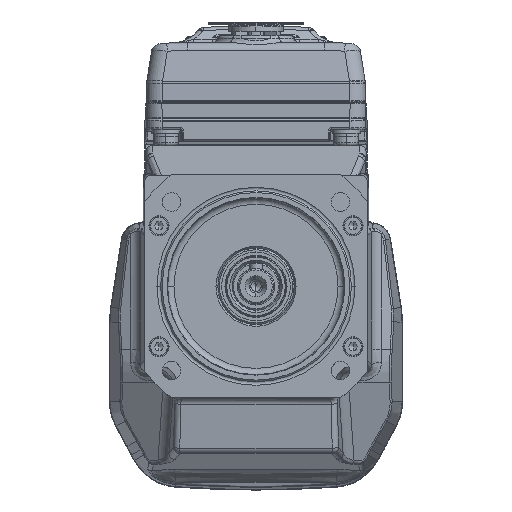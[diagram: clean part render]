
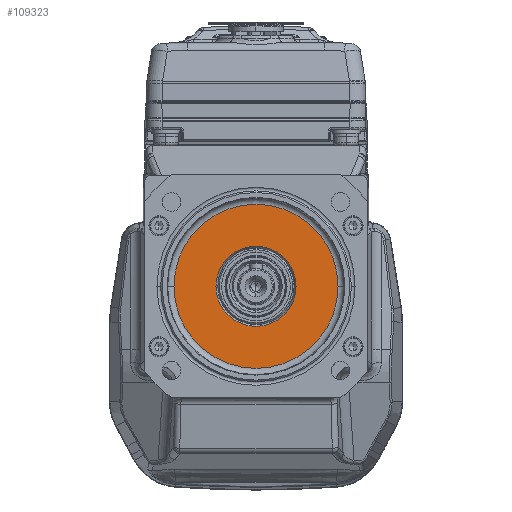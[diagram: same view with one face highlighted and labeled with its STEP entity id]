
A CAD part, top view. The second image highlights one B-rep face of the part: STEP entity #109323.
In plain terms, the highlighted planar face has unit normal (0, 0, 1).
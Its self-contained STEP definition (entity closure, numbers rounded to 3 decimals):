
#105912=CARTESIAN_POINT('',(0.,0.,-1.));
#105913=DIRECTION('',(0.,0.,1.));
#105914=DIRECTION('',(-1.,0.,0.));
#105915=AXIS2_PLACEMENT_3D('',#105912,#105913,#105914);
#105917=CARTESIAN_POINT('',(0.,0.,-1.));
#105918=DIRECTION('',(0.,0.,1.));
#105919=DIRECTION('',(1.,0.,0.));
#105920=AXIS2_PLACEMENT_3D('',#105917,#105918,#105919);
#105922=CARTESIAN_POINT('',(0.,0.,-1.));
#105923=DIRECTION('',(0.,0.,-1.));
#105924=DIRECTION('',(0.,1.,0.));
#105925=AXIS2_PLACEMENT_3D('',#105922,#105923,#105924);
#105927=CARTESIAN_POINT('',(0.,0.,-1.));
#105928=DIRECTION('',(0.,0.,-1.));
#105929=DIRECTION('',(0.,-1.,0.));
#105930=AXIS2_PLACEMENT_3D('',#105927,#105928,#105929);
#107427=CARTESIAN_POINT('',(0.,12.577,-1.));
#107429=VERTEX_POINT('',#107427);
#107430=CARTESIAN_POINT('',(0.,-12.577,-1.));
#107431=VERTEX_POINT('',#107430);
#107506=CARTESIAN_POINT('',(-25.796,0.,-1.));
#107507=VERTEX_POINT('',#107506);
#107508=CARTESIAN_POINT('',(25.796,0.,-1.));
#107509=VERTEX_POINT('',#107508);
#109308=CARTESIAN_POINT('',(0.,0.,-1.));
#109309=DIRECTION('',(0.,0.,-1.));
#109310=DIRECTION('',(-1.,0.,0.));
#109311=AXIS2_PLACEMENT_3D('',#109308,#109309,#109310);
#109312=PLANE('',#109311);
#109314=ORIENTED_EDGE('',*,*,#109313,.F.);
#109316=ORIENTED_EDGE('',*,*,#109315,.F.);
#109317=EDGE_LOOP('',(#109314,#109316));
#109318=FACE_OUTER_BOUND('',#109317,.F.);
#109319=ORIENTED_EDGE('',*,*,#109273,.F.);
#109320=ORIENTED_EDGE('',*,*,#109295,.F.);
#109321=EDGE_LOOP('',(#109319,#109320));
#109322=FACE_BOUND('',#109321,.F.);
#109323=ADVANCED_FACE('',(#109318,#109322),#109312,.F.);
#105916=CIRCLE('',#105915,25.796);
#105921=CIRCLE('',#105920,25.796);
#105926=CIRCLE('',#105925,12.577);
#105931=CIRCLE('',#105930,12.577);
#109273=EDGE_CURVE('',#107429,#107431,#105926,.T.);
#109295=EDGE_CURVE('',#107431,#107429,#105931,.T.);
#109313=EDGE_CURVE('',#107507,#107509,#105916,.T.);
#109315=EDGE_CURVE('',#107509,#107507,#105921,.T.);
